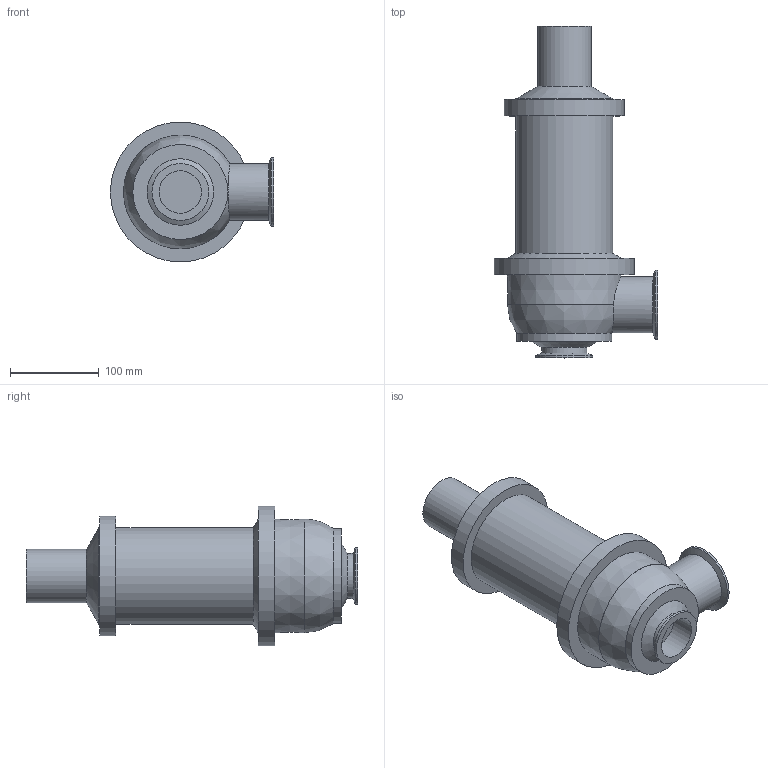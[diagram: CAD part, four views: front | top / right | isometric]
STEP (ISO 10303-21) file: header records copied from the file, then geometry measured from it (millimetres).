
FILE_DESCRIPTION(/* description */ (''),/* implementation_level */ '2;1');
FILE_NAME(/* name */ 'DRVL-20-2.stp',/* time_stamp */ '2024-04-03T16:50:43+09:00',/* author */ ('autocad33'),/* organization */ (''),/* preprocessor_version */ 'ST-DEVELOPER v19.2',/* originating_system */ 'Autodesk Inventor 2023',/* authorisation */ '');
FILE_SCHEMA (('AUTOMOTIVE_DESIGN { 1 0 10303 214 3 1 1 }'));
Length unit declared in the file: millimetre
Products named in the file (1): DRVL-20-1
Bounding box: 183.75 x 373.75 x 157.5 mm (x, y, z)
Volume: 3306298.4 mm3; surface area: 189814.9 mm2
Topology: 1 solids, 1 shells, 32 faces, 68 edges, 42 vertices
Faces by surface type: cylinder 11, cone 10, plane 9, bspline 2
Full cylindrical faces by diameter (mm): 47.8 x1, 50.8 x1, 60.5 x1, 63.5 x1, 77.5 x1, 107 x1, 109 x2, 135 x1, 157.5 x1
Entity records: 994 total; most frequent: CARTESIAN_POINT 254, DIRECTION 155, ORIENTED_EDGE 134, EDGE_CURVE 67, AXIS2_PLACEMENT_3D 67, VERTEX_POINT 42, EDGE_LOOP 39, CIRCLE 36
